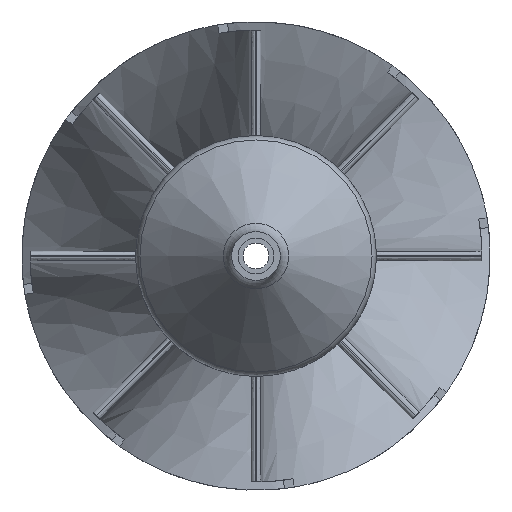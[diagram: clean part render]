
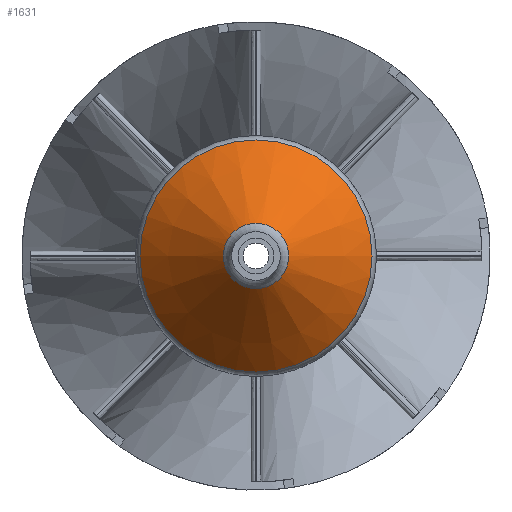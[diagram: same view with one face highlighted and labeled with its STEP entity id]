
A CAD part, left-side view. The second image highlights one B-rep face of the part: STEP entity #1631.
In plain terms, the highlighted conical face has half-angle 42 degrees and reference radius 22.25 mm.
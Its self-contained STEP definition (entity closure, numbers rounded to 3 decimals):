
#19=CONICAL_SURFACE('',#1750,22.25,0.733);
#30=LINE('',#4803,#65);
#65=VECTOR('',#1938,22.25);
#151=CIRCLE('',#1747,35.716);
#152=CIRCLE('',#1748,35.716);
#154=CIRCLE('',#1751,10.069);
#155=CIRCLE('',#1752,10.069);
#258=FACE_OUTER_BOUND('',#348,.T.);
#348=EDGE_LOOP('',(#1157,#1158,#1159,#1160,#1161,#1162));
#654=VERTEX_POINT('',#4795);
#655=VERTEX_POINT('',#4797);
#656=VERTEX_POINT('',#4802);
#657=VERTEX_POINT('',#4804);
#852=EDGE_CURVE('',#655,#654,#151,.T.);
#853=EDGE_CURVE('',#654,#655,#152,.T.);
#855=EDGE_CURVE('',#655,#656,#30,.T.);
#856=EDGE_CURVE('',#656,#657,#154,.T.);
#857=EDGE_CURVE('',#657,#656,#155,.T.);
#1157=ORIENTED_EDGE('',*,*,#852,.T.);
#1158=ORIENTED_EDGE('',*,*,#853,.T.);
#1159=ORIENTED_EDGE('',*,*,#855,.T.);
#1160=ORIENTED_EDGE('',*,*,#856,.T.);
#1161=ORIENTED_EDGE('',*,*,#857,.T.);
#1162=ORIENTED_EDGE('',*,*,#855,.F.);
#1631=ADVANCED_FACE('',(#258),#19,.T.);
#1747=AXIS2_PLACEMENT_3D('',#4798,#1930,#1931);
#1748=AXIS2_PLACEMENT_3D('',#4799,#1932,#1933);
#1750=AXIS2_PLACEMENT_3D('',#4801,#1936,#1937);
#1751=AXIS2_PLACEMENT_3D('',#4805,#1939,#1940);
#1752=AXIS2_PLACEMENT_3D('',#4806,#1941,#1942);
#1930=DIRECTION('center_axis',(-1.,0.,0.));
#1931=DIRECTION('ref_axis',(0.,-1.,0.));
#1932=DIRECTION('center_axis',(-1.,0.,0.));
#1933=DIRECTION('ref_axis',(0.,-1.,0.));
#1936=DIRECTION('center_axis',(1.,0.,0.));
#1937=DIRECTION('ref_axis',(0.,1.,0.));
#1938=DIRECTION('',(-0.743,0.669,0.));
#1939=DIRECTION('center_axis',(1.,0.,0.));
#1940=DIRECTION('ref_axis',(0.,-1.,0.));
#1941=DIRECTION('center_axis',(1.,0.,0.));
#1942=DIRECTION('ref_axis',(0.,-1.,0.));
#4795=CARTESIAN_POINT('',(241.016,228.585,-35.701));
#4797=CARTESIAN_POINT('',(241.016,192.87,0.015));
#4798=CARTESIAN_POINT('Origin',(241.016,228.585,0.015));
#4799=CARTESIAN_POINT('Origin',(241.016,228.585,0.015));
#4801=CARTESIAN_POINT('Origin',(226.061,228.585,0.015));
#4802=CARTESIAN_POINT('',(212.532,218.517,0.015));
#4803=CARTESIAN_POINT('',(226.061,206.335,0.015));
#4804=CARTESIAN_POINT('',(212.532,228.585,-10.054));
#4805=CARTESIAN_POINT('Origin',(212.532,228.585,0.015));
#4806=CARTESIAN_POINT('Origin',(212.532,228.585,0.015));
